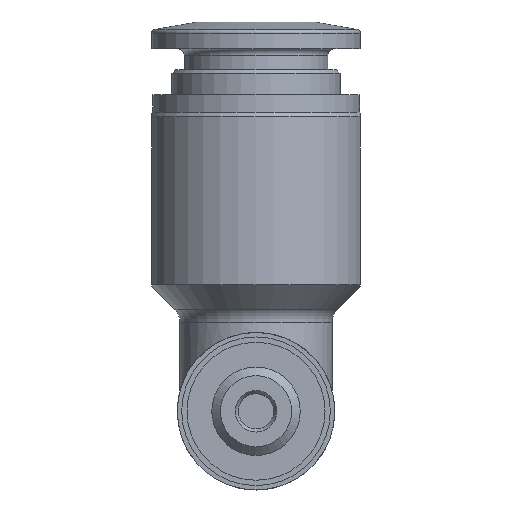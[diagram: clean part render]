
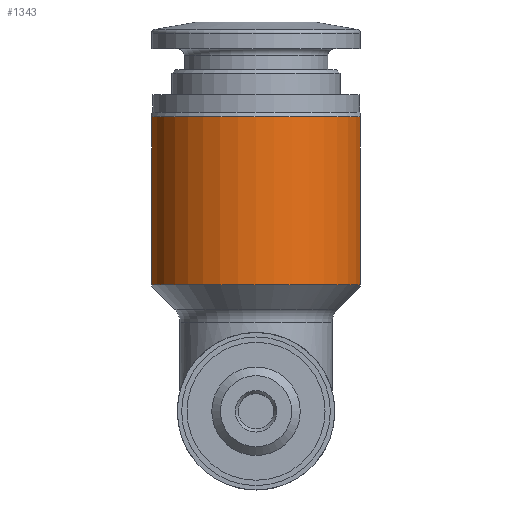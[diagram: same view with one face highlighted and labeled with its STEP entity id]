
A CAD part, front view. The second image highlights one B-rep face of the part: STEP entity #1343.
In plain terms, the highlighted cylindrical face has radius 6 mm (diameter 12 mm), a partial arc.
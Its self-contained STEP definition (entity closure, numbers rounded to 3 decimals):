
#37=LINE('',#1868,#65);
#38=LINE('',#1872,#66);
#65=VECTOR('',#1564,1000.);
#66=VECTOR('',#1567,1000.);
#129=CIRCLE('',#1420,6.);
#130=CIRCLE('',#1421,6.);
#198=ORIENTED_EDGE('',*,*,#412,.F.);
#199=ORIENTED_EDGE('',*,*,#413,.T.);
#200=ORIENTED_EDGE('',*,*,#414,.T.);
#201=ORIENTED_EDGE('',*,*,#415,.T.);
#412=EDGE_CURVE('',#518,#519,#129,.T.);
#413=EDGE_CURVE('',#518,#520,#37,.F.);
#414=EDGE_CURVE('',#520,#521,#130,.T.);
#415=EDGE_CURVE('',#521,#519,#38,.T.);
#518=VERTEX_POINT('',#1866);
#519=VERTEX_POINT('',#1867);
#520=VERTEX_POINT('',#1869);
#521=VERTEX_POINT('',#1871);
#620=EDGE_LOOP('',(#198,#199,#200,#201));
#734=FACE_BOUND('',#620,.T.);
#845=CYLINDRICAL_SURFACE('',#1419,6.);
#1343=ADVANCED_FACE('',(#734),#845,.T.);
#1419=AXIS2_PLACEMENT_3D('',#1864,#1560,#1561);
#1420=AXIS2_PLACEMENT_3D('',#1865,#1562,#1563);
#1421=AXIS2_PLACEMENT_3D('',#1870,#1565,#1566);
#1560=DIRECTION('',(0.,0.,-1.));
#1561=DIRECTION('',(-1.,0.,0.));
#1562=DIRECTION('',(0.,0.,-1.));
#1563=DIRECTION('',(-1.,0.,0.));
#1564=DIRECTION('',(0.,0.,-1.));
#1565=DIRECTION('',(0.,0.,-1.));
#1566=DIRECTION('',(-1.,0.,0.));
#1567=DIRECTION('',(0.,0.,-1.));
#1864=CARTESIAN_POINT('',(0.,0.,0.));
#1865=CARTESIAN_POINT('',(0.,0.,7.15));
#1866=CARTESIAN_POINT('',(5.9,-1.091,7.15));
#1867=CARTESIAN_POINT('',(-5.9,-1.091,7.15));
#1868=CARTESIAN_POINT('',(5.9,-1.091,0.));
#1869=CARTESIAN_POINT('',(5.9,-1.091,16.64));
#1870=CARTESIAN_POINT('',(0.,0.,16.64));
#1871=CARTESIAN_POINT('',(-5.9,-1.091,16.64));
#1872=CARTESIAN_POINT('',(-5.9,-1.091,0.));
